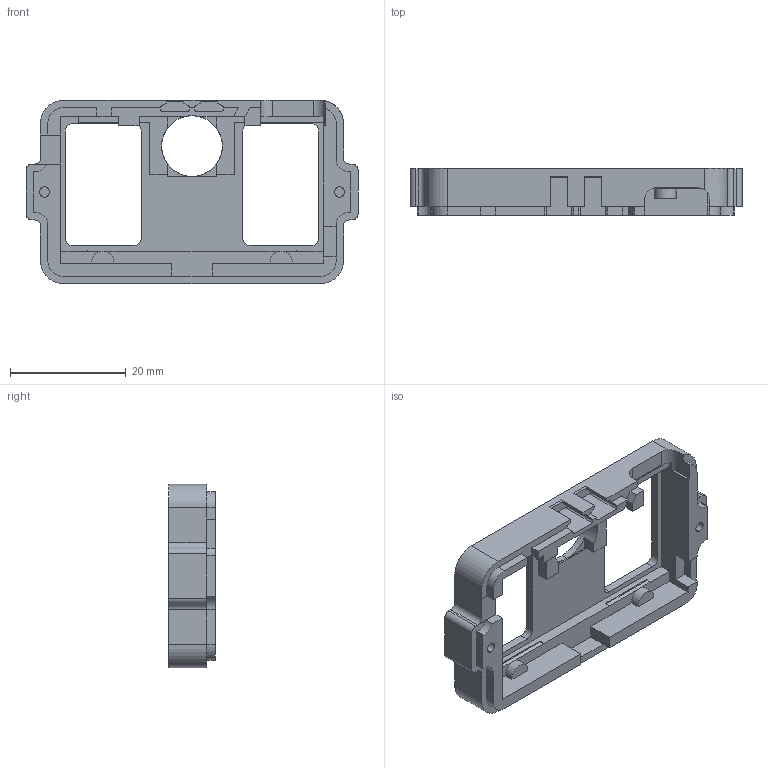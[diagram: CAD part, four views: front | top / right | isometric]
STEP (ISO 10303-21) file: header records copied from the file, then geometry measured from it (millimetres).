
FILE_DESCRIPTION (( 'STEP AP203' ), '1' );
FILE_NAME ('Case FDM 1.1.STEP', '2024-11-28T04:01:37', ( '' ), ( '' ), 'SwSTEP 2.0', 'SolidWorks 2024', '' );
FILE_SCHEMA (( 'CONFIG_CONTROL_DESIGN' ));
Length unit declared in the file: millimetre
Products named in the file (1): Case FDM 1.1
Bounding box: 57.4 x 8.1 x 31.7 mm (x, y, z)
Volume: 4821.9 mm3; surface area: 4860.9 mm2
Topology: 1 solids, 1 shells, 187 faces, 537 edges, 353 vertices
Faces by surface type: plane 141, cylinder 46
Entity records: 6170 total; most frequent: CARTESIAN_POINT 1090, ORIENTED_EDGE 1074, DIRECTION 1014, EDGE_CURVE 537, LINE 432, VECTOR 432, VERTEX_POINT 353, AXIS2_PLACEMENT_3D 291
